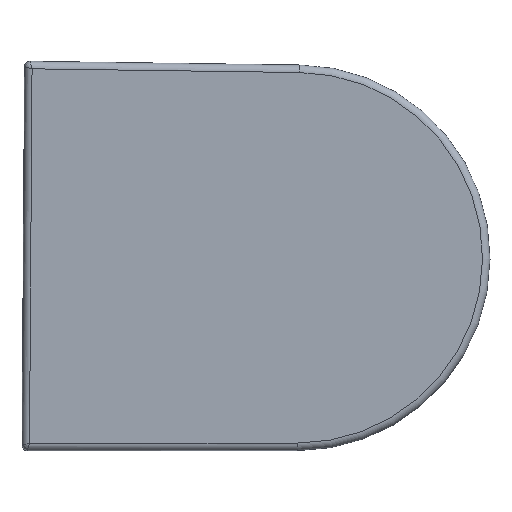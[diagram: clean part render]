
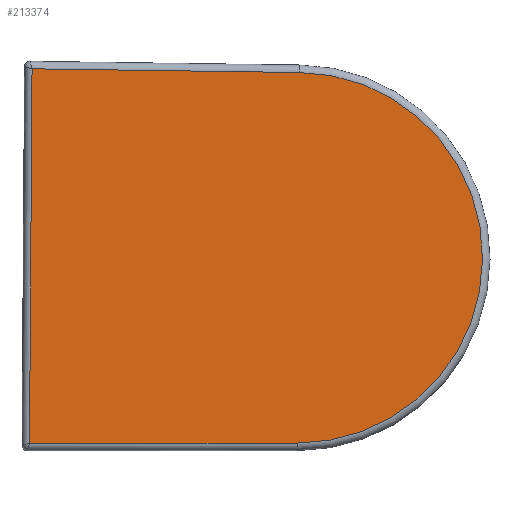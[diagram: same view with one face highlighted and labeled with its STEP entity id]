
A CAD part, top view. The second image highlights one B-rep face of the part: STEP entity #213374.
In plain terms, the highlighted face is planar.
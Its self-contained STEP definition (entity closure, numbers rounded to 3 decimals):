
#212721=CARTESIAN_POINT('',(248.752,-344.727,0.0));
#212722=VERTEX_POINT('',#212721);
#213023=CARTESIAN_POINT('',(248.752,4.724,0.0));
#213024=VERTEX_POINT('',#213023);
#213025=CARTESIAN_POINT('',(248.752,-344.727,0.0));
#213026=DIRECTION('',(0.0,1.0,0.0));
#213027=VECTOR('',#213026,349.452);
#213028=LINE('',#213025,#213027);
#213029=EDGE_CURVE('',#212722,#213024,#213028,.T.);
#213343=CARTESIAN_POINT('',(69.349,-170.001,0.0));
#213344=DIRECTION('',(0.0,0.0,1.0));
#213345=DIRECTION('',(1.0,0.0,0.0));
#213346=AXIS2_PLACEMENT_3D('',#213343,#213344,#213345);
#213347=PLANE('',#213346);
#213348=ORIENTED_EDGE('',*,*,#213029,.F.);
#213349=CARTESIAN_POINT('',(-1.201,-342.991,0.0));
#213350=VERTEX_POINT('',#213349);
#213351=CARTESIAN_POINT('',(-1.201,-342.991,0.0));
#213352=DIRECTION('',(1.,-0.007,0.0));
#213353=VECTOR('',#213352,249.96);
#213354=LINE('',#213351,#213353);
#213355=EDGE_CURVE('',#213350,#212722,#213354,.T.);
#213356=ORIENTED_EDGE('',*,*,#213355,.F.);
#213357=CARTESIAN_POINT('',(-1.199,2.992,0.0));
#213358=VERTEX_POINT('',#213357);
#213359=CARTESIAN_POINT('',(0.,-170.,0.0));
#213360=DIRECTION('',(0.0,0.0,1.0));
#213361=DIRECTION('',(-1.,0.,0.0));
#213362=AXIS2_PLACEMENT_3D('',#213359,#213360,#213361);
#213363=CIRCLE('',#213362,172.996);
#213364=EDGE_CURVE('',#213358,#213350,#213363,.T.);
#213365=ORIENTED_EDGE('',*,*,#213364,.F.);
#213366=CARTESIAN_POINT('',(248.752,4.724,0.0));
#213367=DIRECTION('',(-1.,-0.007,0.0));
#213368=VECTOR('',#213367,249.958);
#213369=LINE('',#213366,#213368);
#213370=EDGE_CURVE('',#213024,#213358,#213369,.T.);
#213371=ORIENTED_EDGE('',*,*,#213370,.F.);
#213372=EDGE_LOOP('',(#213348,#213356,#213365,#213371));
#213373=FACE_OUTER_BOUND('',#213372,.T.);
#213374=ADVANCED_FACE('',(#213373),#213347,.F.);
